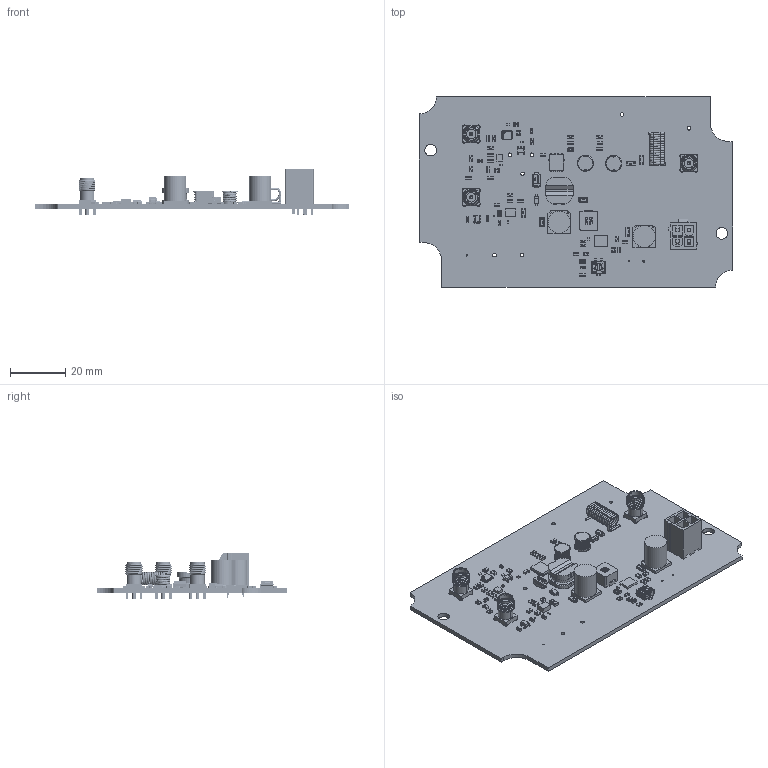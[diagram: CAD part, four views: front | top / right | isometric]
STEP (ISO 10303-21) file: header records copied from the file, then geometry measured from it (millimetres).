
FILE_DESCRIPTION(('Open CASCADE Model'),'2;1');
FILE_NAME('Open CASCADE Shape Model','2020-10-26T20:30:47',('Author'),( 'Open CASCADE'),'Open CASCADE STEP processor 6.8','Open CASCADE 6.8' ,'Unknown');
FILE_SCHEMA(('AUTOMOTIVE_DESIGN { 1 0 10303 214 1 1 1 1 }'));
Length unit declared in the file: millimetre
Products named in the file (127): PCB; Board; RV1; 3314g-1-503e; Open CASCADE STEP translator 6.8 1.2.1.1; Open CASCADE STEP translator 6.8 1.2.1.2; Open CASCADE STEP translator 6.8 1.2.1.3; Open CASCADE STEP translator 6.8 1.2.1.4; Open CASCADE STEP translator 6.8 1.2.1.5; Open CASCADE STEP translator 6.8 1.2.1.6; Open CASCADE STEP translator 6.8 1.2.1.7; Open CASCADE STEP translator 6.8 1.2.1.8; Open CASCADE STEP translator 6.8 1.2.1.9; Open CASCADE STEP translator 6.8 1.2.1.10; Open CASCADE STEP translator 6.8 1.2.1.11; Open CASCADE STEP translator 6.8 1.2.1.12; Open CASCADE STEP translator 6.8 1.2.1.13; Q1; User_Library-TDSON-8_(INFIN); LD2; User_Library-D0603; LD1; D2; CircuitWorks-SOD123; C1; SW3dPS-0805_SMD_Resistor; C1A; C1B; C2; C2A; C2B; C3; User_Library-1206_SMD_Resistor; C4; C5; -1431509616; Extruded; C6; 1548123520; C7 ...
Assembly tree (185 placements, depth 4):
  PCB
    Board
    RV1
      3314g-1-503e
        Open CASCADE STEP translator 6.8 1.2.1.1
        Open CASCADE STEP translator 6.8 1.2.1.2
        Open CASCADE STEP translator 6.8 1.2.1.3
        Open CASCADE STEP translator 6.8 1.2.1.4
        Open CASCADE STEP translator 6.8 1.2.1.5
        Open CASCADE STEP translator 6.8 1.2.1.6
        Open CASCADE STEP translator 6.8 1.2.1.7
        Open CASCADE STEP translator 6.8 1.2.1.8
        Open CASCADE STEP translator 6.8 1.2.1.9
        Open CASCADE STEP translator 6.8 1.2.1.10
        Open CASCADE STEP translator 6.8 1.2.1.11
        Open CASCADE STEP translator 6.8 1.2.1.12
        Open CASCADE STEP translator 6.8 1.2.1.13
    Q1
      User_Library-TDSON-8_(INFIN)
    LD2
      User_Library-D0603
    LD1
      User_Library-D0603
    D2
      CircuitWorks-SOD123
    C1
      SW3dPS-0805_SMD_Resistor
    C1A
      SW3dPS-0805_SMD_Resistor
    C1B
      SW3dPS-0805_SMD_Resistor
    C2
      SW3dPS-0805_SMD_Resistor
    C2A
      SW3dPS-0805_SMD_Resistor
    C2B
      SW3dPS-0805_SMD_Resistor
    C3
      User_Library-1206_SMD_Resistor
    C4
      SW3dPS-0805_SMD_Resistor
    C5
      -1431509616
        Extruded
    C6
      1548123520
        Extruded
    C7
      -1431509616
        Extruded
    C8
      User_Library-1206_SMD_Resistor
    C9
      User_Library-1206_SMD_Resistor
    C10
      -1431509616
        Extruded
    C12
      User_Library-1206_SMD_Resistor
    C13
Bounding box: 113.8 x 69.1 x 16.75 mm (x, y, z)
Volume: 15616.7 mm3; surface area: 22529.1 mm2
Topology: 122 solids, 122 shells, 6761 faces, 16793 edges, 10298 vertices
Faces by surface type: bspline 2670, plane 2377, cylinder 1320, sphere 324, cone 50, torus 20
Full cylindrical faces by diameter (mm): 0.203 x3, 0.6 x4, 1.3 x5, 1.33 x2, 1.4 x4, 1.5 x15, 4.2 x2, 8 x2
Entity records: 356626 total; most frequent: CARTESIAN_POINT 240104, DIRECTION 13899, ORIENTED_EDGE 11612, PCURVE 11612, DEFINITIONAL_REPRESENTATION 11612, LINE 8616, VECTOR 8616, B_SPLINE_CURVE_WITH_KNOTS 7394
